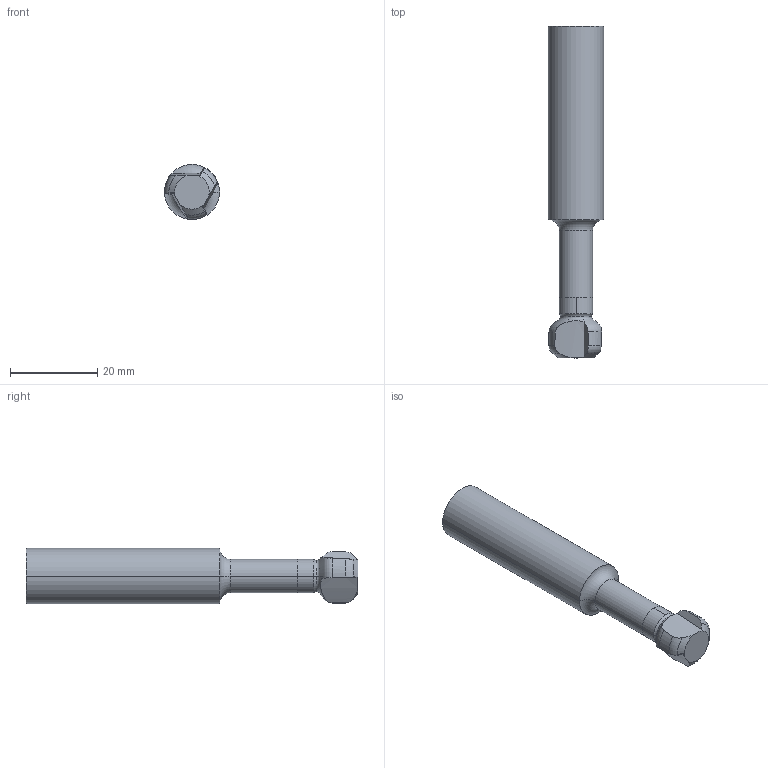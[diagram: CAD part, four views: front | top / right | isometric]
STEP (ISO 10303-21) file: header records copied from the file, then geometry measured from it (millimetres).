
FILE_DESCRIPTION (( 'STEP AP214' ), '1' );
FILE_NAME ('11530.STEP', '2018-11-09T14:03:48', ( 'Mike W' ), ( '' ), 'SwSTEP 2.0', 'SolidWorks 2018', '' );
FILE_SCHEMA (( 'AUTOMOTIVE_DESIGN' ));
Length unit declared in the file: inch
Products named in the file (1): 11530
Bounding box: 12.7 x 76.2 x 12.7 mm (x, y, z)
Volume: 7405.5 mm3; surface area: 3100.1 mm2
Topology: 2 solids, 2 shells, 39 faces, 95 edges, 60 vertices
Faces by surface type: cylinder 14, torus 12, cone 9, plane 4
Entity records: 1707 total; most frequent: CARTESIAN_POINT 369, ORIENTED_EDGE 190, DIRECTION 188, EDGE_CURVE 95, AXIS2_PLACEMENT_3D 87, VERTEX_POINT 60, CIRCLE 47, EDGE_LOOP 41
